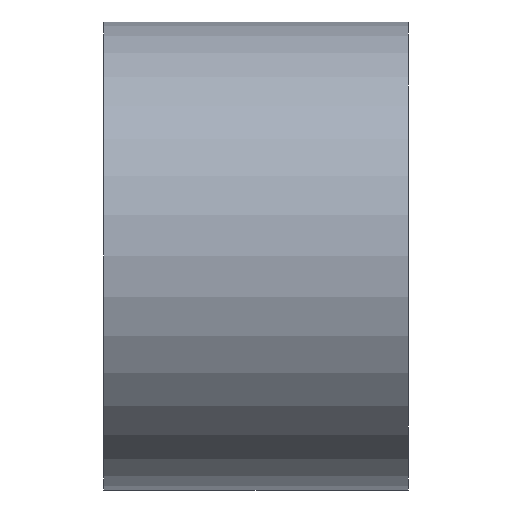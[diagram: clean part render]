
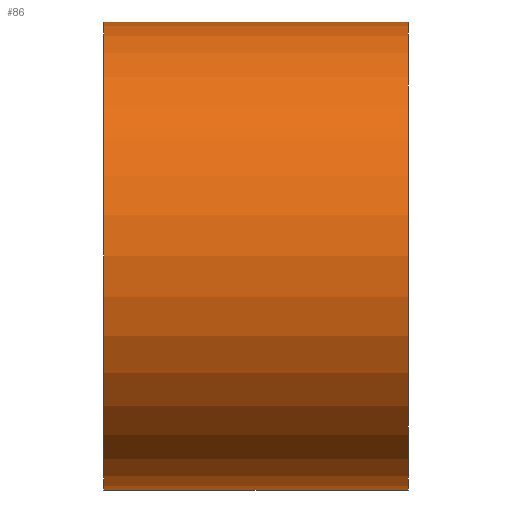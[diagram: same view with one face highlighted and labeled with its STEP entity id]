
A CAD part, front view. The second image highlights one B-rep face of the part: STEP entity #86.
In plain terms, the highlighted cylindrical face has radius 20 mm (diameter 40 mm), a full revolution.
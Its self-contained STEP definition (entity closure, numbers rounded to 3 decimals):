
#20=FACE_BOUND($,#38,.T.);
#27=FACE_OUTER_BOUND($,#37,.T.);
#37=EDGE_LOOP($,(#72));
#38=EDGE_LOOP($,(#73));
#50=CIRCLE($,#102,20.);
#51=CIRCLE($,#103,20.);
#57=VERTEX_POINT($,#152);
#58=VERTEX_POINT($,#154);
#64=EDGE_CURVE($,#57,#57,#50,.T.);
#65=EDGE_CURVE($,#58,#58,#51,.T.);
#72=ORIENTED_EDGE($,*,*,#64,.F.);
#73=ORIENTED_EDGE($,*,*,#65,.T.);
#82=CYLINDRICAL_SURFACE($,#101,20.);
#86=ADVANCED_FACE($,(#27,#20),#82,.T.);
#101=AXIS2_PLACEMENT_3D($,#151,#125,#126);
#102=AXIS2_PLACEMENT_3D($,#153,#127,#128);
#103=AXIS2_PLACEMENT_3D($,#155,#129,#130);
#125=DIRECTION('center_axis',(1.,0.,0.));
#126=DIRECTION('ref_axis',(0.,-1.,0.));
#127=DIRECTION('center_axis',(-1.,0.,0.));
#128=DIRECTION('ref_axis',(0.,-1.,0.));
#129=DIRECTION('center_axis',(-1.,0.,0.));
#130=DIRECTION('ref_axis',(0.,-1.,0.));
#151=CARTESIAN_POINT('Origin',(-13.514,0.,0.));
#152=CARTESIAN_POINT('',(-13.514,20.,0.));
#153=CARTESIAN_POINT('Origin',(-13.514,0.,0.));
#154=CARTESIAN_POINT('',(12.486,20.,0.));
#155=CARTESIAN_POINT('Origin',(12.486,0.,0.));
